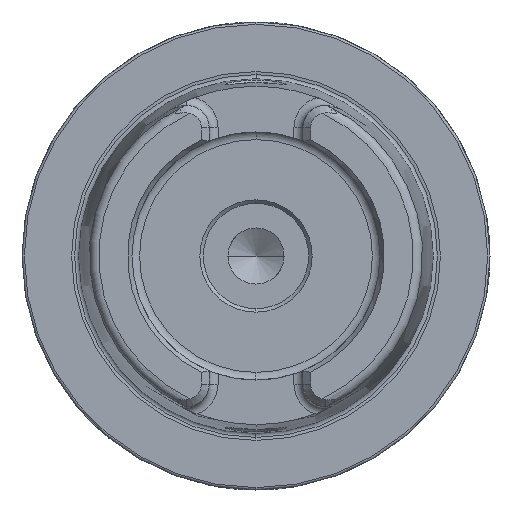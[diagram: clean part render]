
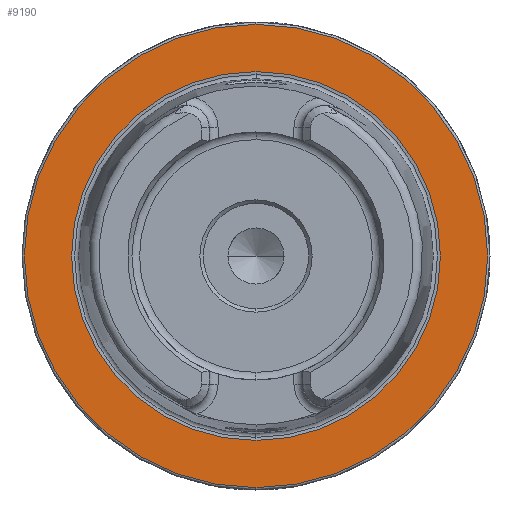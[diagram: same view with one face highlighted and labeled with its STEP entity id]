
A CAD part, left-side view. The second image highlights one B-rep face of the part: STEP entity #9190.
In plain terms, the highlighted planar face has unit normal (-1, 0, 0).
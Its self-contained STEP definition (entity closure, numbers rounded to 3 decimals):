
#86 = CARTESIAN_POINT ( 'NONE',  ( 0., 0., 0. ) ) ;
#87 = DIRECTION ( 'NONE',  ( -1., 0., 0. ) ) ;
#88 = DIRECTION ( 'NONE',  ( 0., 0., 1. ) ) ;
#90 = CARTESIAN_POINT ( 'NONE',  ( 0., 0., 0. ) ) ;
#91 = DIRECTION ( 'NONE',  ( -1., 0., 0. ) ) ;
#92 = DIRECTION ( 'NONE',  ( 0., 0., 1. ) ) ;
#1012 = FACE_OUTER_BOUND ( 'NONE', #11368, .T. ) ;
#1018 = FACE_BOUND ( 'NONE', #5829, .T. ) ;
#4528 = CIRCLE ( 'NONE', #8131, 39.405 ) ;
#4530 = CIRCLE ( 'NONE', #8132, 49.5 ) ;
#5061 = VERTEX_POINT ( 'NONE', #10092 ) ;
#5069 = VERTEX_POINT ( 'NONE', #10097 ) ;
#5829 = EDGE_LOOP ( 'NONE', ( #8689, #8660 ) ) ;
#7016 = CIRCLE ( 'NONE', #8058, 49.5 ) ;
#7019 = CIRCLE ( 'NONE', #8061, 39.405 ) ;
#7323 = CARTESIAN_POINT ( 'NONE',  ( 0., 49.5, 0. ) ) ;
#7326 = PLANE ( 'NONE',  #8202 ) ;
#7328 = DIRECTION ( 'NONE',  ( 1., 0., 0. ) ) ;
#7329 = DIRECTION ( 'NONE',  ( 0., 0., -1. ) ) ;
#7786 = EDGE_CURVE ( 'NONE', #12263, #12673, #7016, .T. ) ;
#7790 = EDGE_CURVE ( 'NONE', #5061, #5069, #7019, .T. ) ;
#8058 = AXIS2_PLACEMENT_3D ( 'NONE', #12410, #12411, #12412 ) ;
#8061 = AXIS2_PLACEMENT_3D ( 'NONE', #12422, #12423, #12424 ) ;
#8131 = AXIS2_PLACEMENT_3D ( 'NONE', #86, #87, #88 ) ;
#8132 = AXIS2_PLACEMENT_3D ( 'NONE', #90, #91, #92 ) ;
#8202 = AXIS2_PLACEMENT_3D ( 'NONE', #7323, #7328, #7329 ) ;
#8660 = ORIENTED_EDGE ( 'NONE', *, *, #7790, .F. ) ;
#8689 = ORIENTED_EDGE ( 'NONE', *, *, #8793, .F. ) ;
#8746 = ORIENTED_EDGE ( 'NONE', *, *, #7786, .T. ) ;
#8748 = ORIENTED_EDGE ( 'NONE', *, *, #8794, .T. ) ;
#8793 = EDGE_CURVE ( 'NONE', #5069, #5061, #4528, .T. ) ;
#8794 = EDGE_CURVE ( 'NONE', #12673, #12263, #4530, .T. ) ;
#9190 = ADVANCED_FACE ( 'NONE', ( #1018, #1012 ), #7326, .F. ) ;
#9732 = CARTESIAN_POINT ( 'NONE',  ( 0., 0., 49.5 ) ) ;
#9798 = CARTESIAN_POINT ( 'NONE',  ( 0., 0., -49.5 ) ) ;
#10092 = CARTESIAN_POINT ( 'NONE',  ( 0., 0., -39.405 ) ) ;
#10097 = CARTESIAN_POINT ( 'NONE',  ( 0., 0., 39.405 ) ) ;
#11368 = EDGE_LOOP ( 'NONE', ( #8746, #8748 ) ) ;
#12263 = VERTEX_POINT ( 'NONE', #9732 ) ;
#12410 = CARTESIAN_POINT ( 'NONE',  ( 0., 0., 0. ) ) ;
#12411 = DIRECTION ( 'NONE',  ( -1., 0., 0. ) ) ;
#12412 = DIRECTION ( 'NONE',  ( 0., 0., 1. ) ) ;
#12422 = CARTESIAN_POINT ( 'NONE',  ( 0., 0., 0. ) ) ;
#12423 = DIRECTION ( 'NONE',  ( -1., 0., 0. ) ) ;
#12424 = DIRECTION ( 'NONE',  ( 0., 0., 1. ) ) ;
#12673 = VERTEX_POINT ( 'NONE', #9798 ) ;
